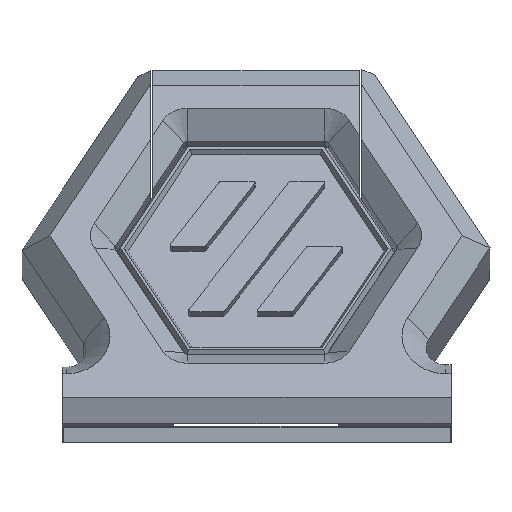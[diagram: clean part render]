
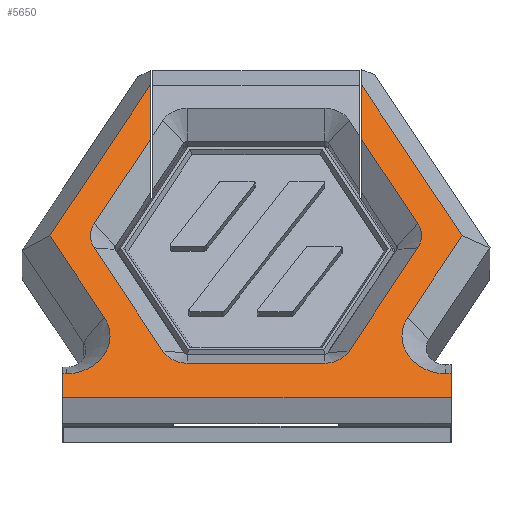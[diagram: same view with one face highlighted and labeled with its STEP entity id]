
A CAD part, front view. The second image highlights one B-rep face of the part: STEP entity #5650.
In plain terms, the highlighted planar face has unit normal (0, -0.866, 0.5).
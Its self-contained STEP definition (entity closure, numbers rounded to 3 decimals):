
#369=CIRCLE('',#6019,4.5);
#370=CIRCLE('',#6020,2.9);
#371=CIRCLE('',#6021,2.9);
#372=CIRCLE('',#6022,2.9);
#373=CIRCLE('',#6023,2.9);
#374=CIRCLE('',#6024,4.5);
#496=FACE_OUTER_BOUND('',#834,.T.);
#834=EDGE_LOOP('',(#3825,#3826,#3827,#3828,#3829,#3830,#3831,#3832,#3833,
#3834,#3835,#3836,#3837,#3838,#3839,#3840,#3841,#3842,#3843,#3844,#3845,
#3846));
#1238=LINE('',#8040,#1814);
#1239=LINE('',#8043,#1815);
#1240=LINE('',#8045,#1816);
#1241=LINE('',#8047,#1817);
#1242=LINE('',#8051,#1818);
#1243=LINE('',#8053,#1819);
#1244=LINE('',#8055,#1820);
#1245=LINE('',#8057,#1821);
#1246=LINE('',#8061,#1822);
#1247=LINE('',#8065,#1823);
#1248=LINE('',#8069,#1824);
#1249=LINE('',#8073,#1825);
#1250=LINE('',#8075,#1826);
#1251=LINE('',#8077,#1827);
#1252=LINE('',#8079,#1828);
#1253=LINE('',#8082,#1829);
#1814=VECTOR('',#6550,10.);
#1815=VECTOR('',#6553,10.);
#1816=VECTOR('',#6554,10.);
#1817=VECTOR('',#6555,10.);
#1818=VECTOR('',#6558,10.);
#1819=VECTOR('',#6559,10.);
#1820=VECTOR('',#6560,10.);
#1821=VECTOR('',#6561,10.);
#1822=VECTOR('',#6564,10.);
#1823=VECTOR('',#6567,10.);
#1824=VECTOR('',#6570,10.);
#1825=VECTOR('',#6573,10.);
#1826=VECTOR('',#6574,10.);
#1827=VECTOR('',#6575,10.);
#1828=VECTOR('',#6576,10.);
#1829=VECTOR('',#6579,10.);
#2393=VERTEX_POINT('',#8036);
#2394=VERTEX_POINT('',#8038);
#2395=VERTEX_POINT('',#8042);
#2396=VERTEX_POINT('',#8044);
#2397=VERTEX_POINT('',#8046);
#2398=VERTEX_POINT('',#8048);
#2399=VERTEX_POINT('',#8050);
#2400=VERTEX_POINT('',#8052);
#2401=VERTEX_POINT('',#8054);
#2402=VERTEX_POINT('',#8056);
#2403=VERTEX_POINT('',#8058);
#2404=VERTEX_POINT('',#8060);
#2405=VERTEX_POINT('',#8062);
#2406=VERTEX_POINT('',#8064);
#2407=VERTEX_POINT('',#8066);
#2408=VERTEX_POINT('',#8068);
#2409=VERTEX_POINT('',#8070);
#2410=VERTEX_POINT('',#8072);
#2411=VERTEX_POINT('',#8074);
#2412=VERTEX_POINT('',#8076);
#2413=VERTEX_POINT('',#8078);
#2414=VERTEX_POINT('',#8080);
#2947=EDGE_CURVE('',#2393,#2394,#1238,.T.);
#2948=EDGE_CURVE('',#2393,#2395,#1239,.T.);
#2949=EDGE_CURVE('',#2394,#2396,#1240,.T.);
#2950=EDGE_CURVE('',#2396,#2397,#1241,.T.);
#2951=EDGE_CURVE('',#2398,#2397,#369,.T.);
#2952=EDGE_CURVE('',#2399,#2398,#1242,.T.);
#2953=EDGE_CURVE('',#2400,#2399,#1243,.T.);
#2954=EDGE_CURVE('',#2400,#2401,#1244,.T.);
#2955=EDGE_CURVE('',#2402,#2401,#1245,.T.);
#2956=EDGE_CURVE('',#2403,#2402,#370,.T.);
#2957=EDGE_CURVE('',#2404,#2403,#1246,.T.);
#2958=EDGE_CURVE('',#2405,#2404,#371,.T.);
#2959=EDGE_CURVE('',#2406,#2405,#1247,.T.);
#2960=EDGE_CURVE('',#2407,#2406,#372,.T.);
#2961=EDGE_CURVE('',#2408,#2407,#1248,.T.);
#2962=EDGE_CURVE('',#2409,#2408,#373,.T.);
#2963=EDGE_CURVE('',#2410,#2409,#1249,.T.);
#2964=EDGE_CURVE('',#2411,#2410,#1250,.T.);
#2965=EDGE_CURVE('',#2412,#2411,#1251,.T.);
#2966=EDGE_CURVE('',#2413,#2412,#1252,.T.);
#2967=EDGE_CURVE('',#2414,#2413,#374,.T.);
#2968=EDGE_CURVE('',#2414,#2395,#1253,.T.);
#3825=ORIENTED_EDGE('',*,*,#2948,.F.);
#3826=ORIENTED_EDGE('',*,*,#2947,.T.);
#3827=ORIENTED_EDGE('',*,*,#2949,.T.);
#3828=ORIENTED_EDGE('',*,*,#2950,.T.);
#3829=ORIENTED_EDGE('',*,*,#2951,.F.);
#3830=ORIENTED_EDGE('',*,*,#2952,.F.);
#3831=ORIENTED_EDGE('',*,*,#2953,.F.);
#3832=ORIENTED_EDGE('',*,*,#2954,.T.);
#3833=ORIENTED_EDGE('',*,*,#2955,.F.);
#3834=ORIENTED_EDGE('',*,*,#2956,.F.);
#3835=ORIENTED_EDGE('',*,*,#2957,.F.);
#3836=ORIENTED_EDGE('',*,*,#2958,.F.);
#3837=ORIENTED_EDGE('',*,*,#2959,.F.);
#3838=ORIENTED_EDGE('',*,*,#2960,.F.);
#3839=ORIENTED_EDGE('',*,*,#2961,.F.);
#3840=ORIENTED_EDGE('',*,*,#2962,.F.);
#3841=ORIENTED_EDGE('',*,*,#2963,.F.);
#3842=ORIENTED_EDGE('',*,*,#2964,.F.);
#3843=ORIENTED_EDGE('',*,*,#2965,.F.);
#3844=ORIENTED_EDGE('',*,*,#2966,.F.);
#3845=ORIENTED_EDGE('',*,*,#2967,.F.);
#3846=ORIENTED_EDGE('',*,*,#2968,.T.);
#5463=PLANE('',#6018);
#5650=ADVANCED_FACE('',(#496),#5463,.F.);
#6018=AXIS2_PLACEMENT_3D('',#8041,#6551,#6552);
#6019=AXIS2_PLACEMENT_3D('',#8049,#6556,#6557);
#6020=AXIS2_PLACEMENT_3D('',#8059,#6562,#6563);
#6021=AXIS2_PLACEMENT_3D('',#8063,#6565,#6566);
#6022=AXIS2_PLACEMENT_3D('',#8067,#6568,#6569);
#6023=AXIS2_PLACEMENT_3D('',#8071,#6571,#6572);
#6024=AXIS2_PLACEMENT_3D('',#8081,#6577,#6578);
#6550=DIRECTION('',(1.,0.,0.));
#6551=DIRECTION('center_axis',(0.,0.866,
-0.5));
#6552=DIRECTION('ref_axis',(0.,-0.5,-0.866));
#6553=DIRECTION('',(0.,0.5,0.866));
#6554=DIRECTION('',(0.,0.5,0.866));
#6555=DIRECTION('',(-1.,0.,0.));
#6556=DIRECTION('center_axis',(0.,-0.866,
0.5));
#6557=DIRECTION('ref_axis',(-0.866,-0.25,-0.433));
#6558=DIRECTION('',(-0.5,-0.433,-0.75));
#6559=DIRECTION('',(0.5,-0.433,-0.75));
#6560=DIRECTION('',(0.,-0.5,-0.866));
#6561=DIRECTION('',(-0.5,0.433,0.75));
#6562=DIRECTION('center_axis',(0.,-0.866,
0.5));
#6563=DIRECTION('ref_axis',(1.,0.,0.));
#6564=DIRECTION('',(0.5,0.433,0.75));
#6565=DIRECTION('center_axis',(0.,-0.866,
0.5));
#6566=DIRECTION('ref_axis',(0.5,-0.433,-0.75));
#6567=DIRECTION('',(1.,0.,0.));
#6568=DIRECTION('center_axis',(0.,-0.866,
0.5));
#6569=DIRECTION('ref_axis',(-0.5,-0.433,-0.75));
#6570=DIRECTION('',(0.5,-0.433,-0.75));
#6571=DIRECTION('center_axis',(0.,-0.866,
0.5));
#6572=DIRECTION('ref_axis',(-1.,0.,0.));
#6573=DIRECTION('',(-0.5,-0.433,-0.75));
#6574=DIRECTION('',(0.,-0.5,-0.866));
#6575=DIRECTION('',(0.5,0.433,0.75));
#6576=DIRECTION('',(-0.5,0.433,0.75));
#6577=DIRECTION('center_axis',(0.,-0.866,
0.5));
#6578=DIRECTION('ref_axis',(0.866,-0.25,-0.433));
#6579=DIRECTION('',(-1.,0.,0.));
#8036=CARTESIAN_POINT('',(-20.031,-151.226,4.693));
#8038=CARTESIAN_POINT('',(20.227,-151.226,4.693));
#8040=CARTESIAN_POINT('',(10.111,-151.226,4.693));
#8041=CARTESIAN_POINT('Origin',(-0.004,-141.726,
21.148));
#8042=CARTESIAN_POINT('',(-20.031,-149.826,7.118));
#8043=CARTESIAN_POINT('',(-20.031,-146.976,12.054));
#8044=CARTESIAN_POINT('',(20.227,-149.826,7.118));
#8045=CARTESIAN_POINT('',(20.227,-146.976,12.054));
#8046=CARTESIAN_POINT('',(19.626,-149.826,7.118));
#8047=CARTESIAN_POINT('',(4.076,-149.826,7.118));
#8048=CARTESIAN_POINT('',(15.729,-146.451,12.964));
#8049=CARTESIAN_POINT('Origin',(19.626,-147.576,11.015));
#8050=CARTESIAN_POINT('',(21.358,-141.576,21.407));
#8051=CARTESIAN_POINT('',(19.049,-143.576,17.943));
#8052=CARTESIAN_POINT('',(10.933,-132.548,37.045));
#8053=CARTESIAN_POINT('',(12.986,-134.326,33.965));
#8054=CARTESIAN_POINT('',(10.933,-135.795,31.421));
#8055=CARTESIAN_POINT('',(10.933,-140.569,23.152));
#8056=CARTESIAN_POINT('',(16.772,-140.851,22.663));
#8057=CARTESIAN_POINT('',(15.046,-139.357,25.251));
#8058=CARTESIAN_POINT('',(16.772,-142.301,20.151));
#8059=CARTESIAN_POINT('Origin',(14.26,-141.576,21.407));
#8060=CARTESIAN_POINT('',(9.642,-148.476,9.457));
#8061=CARTESIAN_POINT('',(13.257,-145.345,14.879));
#8062=CARTESIAN_POINT('',(7.131,-149.201,8.201));
#8063=CARTESIAN_POINT('Origin',(7.131,-147.751,10.713));
#8064=CARTESIAN_POINT('',(-7.135,-149.201,8.201));
#8065=CARTESIAN_POINT('',(3.485,-149.201,8.201));
#8066=CARTESIAN_POINT('',(-9.646,-148.476,9.457));
#8067=CARTESIAN_POINT('Origin',(-7.135,-147.751,10.713));
#8068=CARTESIAN_POINT('',(-16.776,-142.301,20.151));
#8069=CARTESIAN_POINT('',(-13.261,-145.345,14.88));
#8070=CARTESIAN_POINT('',(-16.776,-140.851,22.663));
#8071=CARTESIAN_POINT('Origin',(-14.264,-141.576,21.407));
#8072=CARTESIAN_POINT('',(-10.937,-135.795,31.421));
#8073=CARTESIAN_POINT('',(-15.051,-139.357,25.25));
#8074=CARTESIAN_POINT('',(-10.937,-132.548,37.045));
#8075=CARTESIAN_POINT('',(-10.937,-140.569,23.152));
#8076=CARTESIAN_POINT('',(-21.362,-141.576,21.407));
#8077=CARTESIAN_POINT('',(-12.991,-134.327,33.964));
#8078=CARTESIAN_POINT('',(-15.733,-146.451,12.964));
#8079=CARTESIAN_POINT('',(-19.053,-143.576,17.944));
#8080=CARTESIAN_POINT('',(-19.63,-149.826,7.118));
#8081=CARTESIAN_POINT('Origin',(-19.63,-147.576,11.015));
#8082=CARTESIAN_POINT('',(-4.083,-149.826,7.118));
